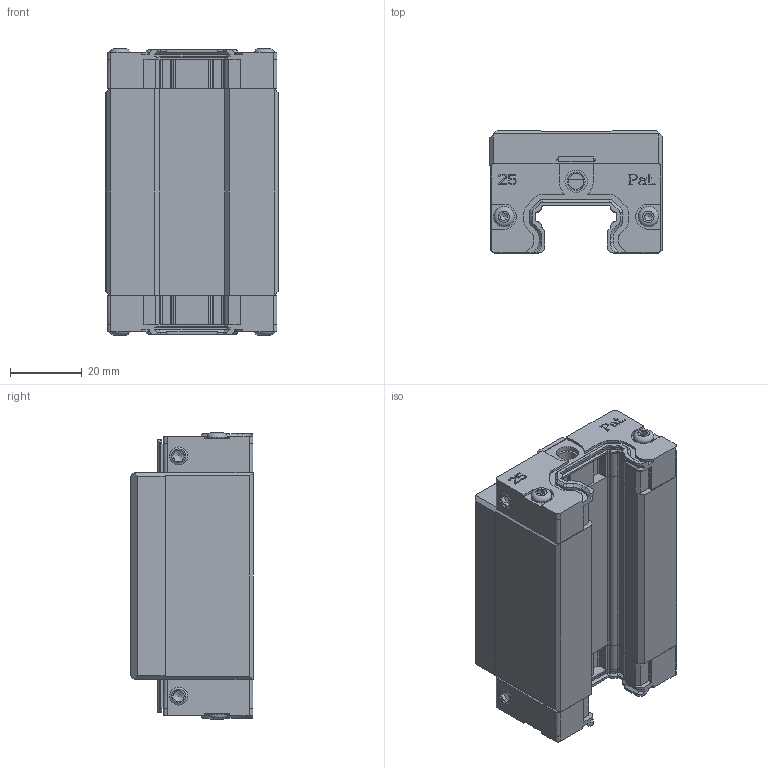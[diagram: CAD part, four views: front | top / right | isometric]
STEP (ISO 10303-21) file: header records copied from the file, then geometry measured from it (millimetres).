
FILE_DESCRIPTION(/* description */ (''),/* implementation_level */ '2;1');
FILE_NAME(/* name */ 'LGB_H25BNSS_Shrinkwrap.ipt.stp',/* time_stamp */ '2015-10-28T12:32:36+01:00',/* author */ ('RLI'),/* organization */ (''),/* preprocessor_version */ 'ST-DEVELOPER v15.6',/* originating_system */ 'Autodesk Inventor 2015',/* authorisation */ '');
FILE_SCHEMA (('AUTOMOTIVE_DESIGN { 1 0 10303 214 3 1 1 }'));
Length unit declared in the file: millimetre
Products named in the file (1): LGB_H25BNSS_Shrinkwrap
Bounding box: 47.95 x 34.2 x 79.6 mm (x, y, z)
Volume: 85824.6 mm3; surface area: 26895.7 mm2
Topology: 1 solids, 19 shells, 1334 faces, 3474 edges, 2236 vertices
Faces by surface type: plane 944, cylinder 290, cone 88, torus 8, bspline 4
Full cylindrical faces by diameter (mm): 1.5 x4, 2.5 x2, 3 x12, 3.3 x8, 3.9 x4, 4.4 x2, 5 x12, 5.7 x4, 6 x12, 6.2 x2, 8 x2
Entity records: 40985 total; most frequent: CARTESIAN_POINT 7369, ORIENTED_EDGE 6676, DIRECTION 6526, EDGE_CURVE 3338, LINE 2580, VECTOR 2580, VERTEX_POINT 2192, AXIS2_PLACEMENT_3D 1973
